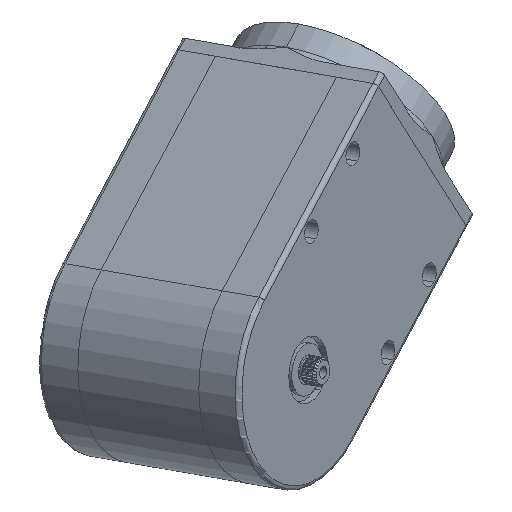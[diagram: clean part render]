
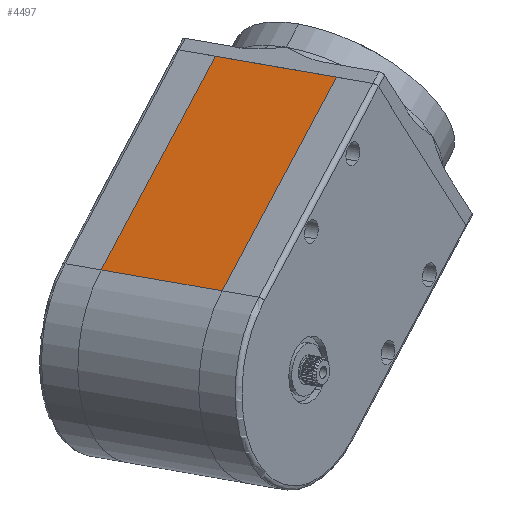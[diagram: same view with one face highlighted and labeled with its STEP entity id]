
A CAD part, left-side view. The second image highlights one B-rep face of the part: STEP entity #4497.
In plain terms, the highlighted planar face has unit normal (-0.717, 0.373, 0.59).
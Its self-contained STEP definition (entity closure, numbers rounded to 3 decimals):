
#537 = LINE ( 'NONE', #3995, #25675 ) ;
#729 = PLANE ( 'NONE',  #19323 ) ;
#1322 = LINE ( 'NONE', #18638, #34682 ) ;
#1610 = VECTOR ( 'NONE', #8699, 1000. ) ;
#2089 = CARTESIAN_POINT ( 'NONE',  ( 306.952, 1195.158, 2067.566 ) ) ;
#3995 = CARTESIAN_POINT ( 'NONE',  ( 306.952, 1195.158, 2067.566 ) ) ;
#4497 = ADVANCED_FACE ( 'NONE', ( #14515 ), #729, .F. ) ;
#5597 = CARTESIAN_POINT ( 'NONE',  ( 557.445, 949.931, 2527.074 ) ) ;
#6440 = EDGE_CURVE ( 'NONE', #23941, #26976, #1322, .T. ) ;
#7219 = CARTESIAN_POINT ( 'NONE',  ( 606.636, 1024.2, 2539.893 ) ) ;
#8699 = DIRECTION ( 'NONE',  ( 0.433, -0.424, 0.795 ) ) ;
#10012 = DIRECTION ( 'NONE',  ( -0.547, -0.825, -0.142 ) ) ;
#10099 = ORIENTED_EDGE ( 'NONE', *, *, #14373, .F. ) ;
#12619 = DIRECTION ( 'NONE',  ( 0.717, -0.373, -0.59 ) ) ;
#12757 = CARTESIAN_POINT ( 'NONE',  ( 306.952, 1195.158, 2067.566 ) ) ;
#13215 = LINE ( 'NONE', #7219, #23338 ) ;
#13344 = DIRECTION ( 'NONE',  ( -0.547, -0.825, -0.142 ) ) ;
#14373 = EDGE_CURVE ( 'NONE', #26976, #20142, #13215, .T. ) ;
#14515 = FACE_OUTER_BOUND ( 'NONE', #37783, .T. ) ;
#16557 = EDGE_CURVE ( 'NONE', #20142, #16803, #537, .T. ) ;
#16803 = VERTEX_POINT ( 'NONE', #2089 ) ;
#18638 = CARTESIAN_POINT ( 'NONE',  ( 260.035, 1302.302, 1942.792 ) ) ;
#19323 = AXIS2_PLACEMENT_3D ( 'NONE', #12757, #12619, #10012 ) ;
#20142 = VERTEX_POINT ( 'NONE', #20315 ) ;
#20315 = CARTESIAN_POINT ( 'NONE',  ( 356.143, 1269.427, 2080.386 ) ) ;
#22332 = ORIENTED_EDGE ( 'NONE', *, *, #35368, .T. ) ;
#23338 = VECTOR ( 'NONE', #31701, 1000. ) ;
#23941 = VERTEX_POINT ( 'NONE', #25273 ) ;
#25273 = CARTESIAN_POINT ( 'NONE',  ( 235.439, 1265.167, 1936.382 ) ) ;
#25675 = VECTOR ( 'NONE', #13344, 1000. ) ;
#26976 = VERTEX_POINT ( 'NONE', #38713 ) ;
#29202 = ORIENTED_EDGE ( 'NONE', *, *, #6440, .F. ) ;
#31701 = DIRECTION ( 'NONE',  ( 0.433, -0.424, 0.795 ) ) ;
#34682 = VECTOR ( 'NONE', #37110, 1000. ) ;
#35368 = EDGE_CURVE ( 'NONE', #23941, #16803, #38820, .T. ) ;
#37110 = DIRECTION ( 'NONE',  ( 0.547, 0.825, 0.142 ) ) ;
#37144 = ORIENTED_EDGE ( 'NONE', *, *, #16557, .F. ) ;
#37783 = EDGE_LOOP ( 'NONE', ( #10099, #29202, #22332, #37144 ) ) ;
#38713 = CARTESIAN_POINT ( 'NONE',  ( 284.63, 1339.436, 1949.202 ) ) ;
#38820 = LINE ( 'NONE', #5597, #1610 ) ;
